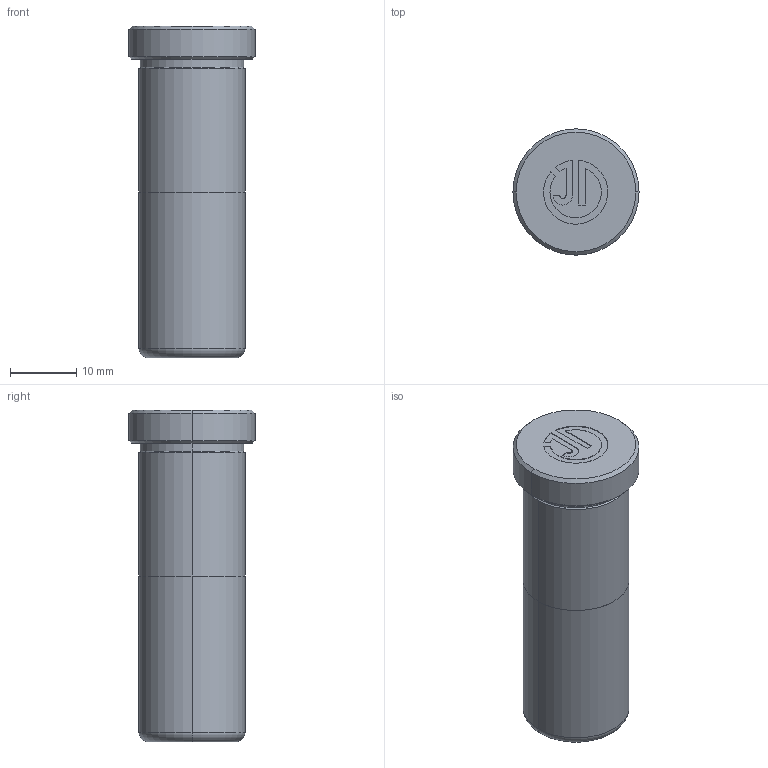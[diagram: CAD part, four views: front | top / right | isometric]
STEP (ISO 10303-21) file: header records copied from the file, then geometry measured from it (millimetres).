
FILE_DESCRIPTION (( 'STEP AP214' ), '1' );
FILE_NAME ('SGPH-D16-50.step', '2021-07-28T08:30:33', ( 'User' ), ( 'china' ), 'SwSTEP 2.0', 'SolidWorks 2016', '' );
FILE_SCHEMA (( 'AUTOMOTIVE_DESIGN' ));
Length unit declared in the file: millimetre
Products named in the file (1): SGPH-D16-50
Bounding box: 19 x 19 x 50 mm (x, y, z)
Volume: 10369.9 mm3; surface area: 3141.9 mm2
Topology: 1 solids, 1 shells, 52 faces, 118 edges, 73 vertices
Faces by surface type: cylinder 20, plane 16, cone 12, torus 4
Entity records: 1490 total; most frequent: DIRECTION 282, CARTESIAN_POINT 242, ORIENTED_EDGE 232, EDGE_CURVE 116, AXIS2_PLACEMENT_3D 113, VERTEX_POINT 73, CIRCLE 60, EDGE_LOOP 59
